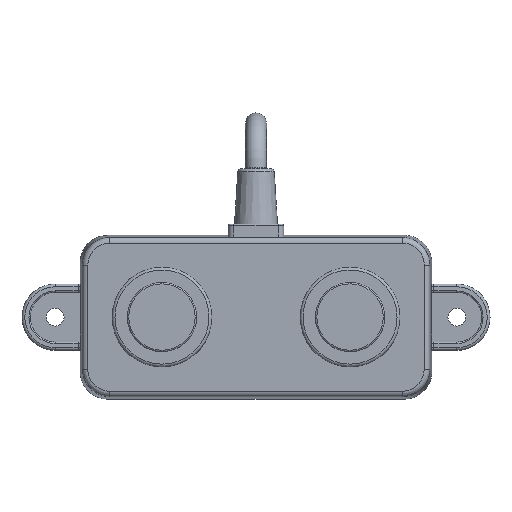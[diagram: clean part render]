
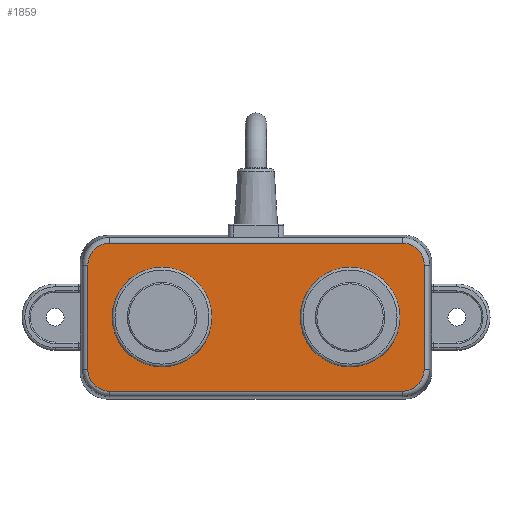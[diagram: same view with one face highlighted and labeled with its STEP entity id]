
A CAD part, top view. The second image highlights one B-rep face of the part: STEP entity #1859.
In plain terms, the highlighted planar face has unit normal (0, 0, 1).
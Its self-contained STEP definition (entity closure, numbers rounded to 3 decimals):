
#74=FACE_BOUND('',#405,.T.);
#75=FACE_BOUND('',#406,.T.);
#84=ELLIPSE('',#2088,4.005,4.);
#87=ELLIPSE('',#2095,4.005,4.);
#89=ELLIPSE('',#2100,4.005,4.);
#91=ELLIPSE('',#2105,4.005,4.);
#125=PLANE('',#2110);
#278=FACE_OUTER_BOUND('',#404,.T.);
#404=EDGE_LOOP('',(#1683,#1684,#1685,#1686,#1687,#1688,#1689,#1690));
#405=EDGE_LOOP('',(#1691));
#406=EDGE_LOOP('',(#1692));
#516=LINE('',#3428,#630);
#517=LINE('',#3461,#631);
#519=LINE('',#3497,#633);
#520=LINE('',#3528,#634);
#630=VECTOR('',#2656,10.);
#631=VECTOR('',#2667,10.);
#633=VECTOR('',#2679,10.);
#634=VECTOR('',#2688,10.);
#740=CIRCLE('',#2078,9.);
#744=CIRCLE('',#2085,9.);
#901=VERTEX_POINT('',#3379);
#904=VERTEX_POINT('',#3390);
#905=VERTEX_POINT('',#3419);
#906=VERTEX_POINT('',#3421);
#907=VERTEX_POINT('',#3426);
#908=VERTEX_POINT('',#3454);
#909=VERTEX_POINT('',#3459);
#910=VERTEX_POINT('',#3487);
#912=VERTEX_POINT('',#3493);
#914=VERTEX_POINT('',#3523);
#1148=EDGE_CURVE('',#901,#901,#740,.T.);
#1153=EDGE_CURVE('',#904,#904,#744,.T.);
#1155=EDGE_CURVE('',#905,#906,#84,.T.);
#1159=EDGE_CURVE('',#906,#907,#516,.T.);
#1162=EDGE_CURVE('',#907,#908,#87,.T.);
#1164=EDGE_CURVE('',#908,#909,#517,.T.);
#1167=EDGE_CURVE('',#909,#910,#89,.T.);
#1170=EDGE_CURVE('',#910,#912,#519,.T.);
#1173=EDGE_CURVE('',#912,#914,#91,.T.);
#1174=EDGE_CURVE('',#914,#905,#520,.T.);
#1683=ORIENTED_EDGE('',*,*,#1155,.F.);
#1684=ORIENTED_EDGE('',*,*,#1174,.F.);
#1685=ORIENTED_EDGE('',*,*,#1173,.F.);
#1686=ORIENTED_EDGE('',*,*,#1170,.F.);
#1687=ORIENTED_EDGE('',*,*,#1167,.F.);
#1688=ORIENTED_EDGE('',*,*,#1164,.F.);
#1689=ORIENTED_EDGE('',*,*,#1162,.F.);
#1690=ORIENTED_EDGE('',*,*,#1159,.F.);
#1691=ORIENTED_EDGE('',*,*,#1153,.T.);
#1692=ORIENTED_EDGE('',*,*,#1148,.T.);
#1859=ADVANCED_FACE('',(#278,#74,#75),#125,.T.);
#2078=AXIS2_PLACEMENT_3D('',#3381,#2625,#2626);
#2085=AXIS2_PLACEMENT_3D('',#3392,#2640,#2641);
#2088=AXIS2_PLACEMENT_3D('',#3422,#2646,#2647);
#2095=AXIS2_PLACEMENT_3D('',#3457,#2661,#2662);
#2100=AXIS2_PLACEMENT_3D('',#3491,#2672,#2673);
#2105=AXIS2_PLACEMENT_3D('',#3526,#2684,#2685);
#2110=AXIS2_PLACEMENT_3D('',#3534,#2697,#2698);
#2625=DIRECTION('center_axis',(0.,0.,-1.));
#2626=DIRECTION('ref_axis',(1.,0.,0.));
#2640=DIRECTION('center_axis',(0.,0.,-1.));
#2641=DIRECTION('ref_axis',(1.,0.,0.));
#2646=DIRECTION('center_axis',(0.,0.,-1.));
#2647=DIRECTION('ref_axis',(-0.707,0.707,0.));
#2656=DIRECTION('',(1.,0.,0.));
#2661=DIRECTION('center_axis',(0.,0.,-1.));
#2662=DIRECTION('ref_axis',(0.707,0.707,0.));
#2667=DIRECTION('',(0.,-1.,0.));
#2672=DIRECTION('center_axis',(0.,0.,-1.));
#2673=DIRECTION('ref_axis',(0.707,-0.707,0.));
#2679=DIRECTION('',(-1.,0.,0.));
#2684=DIRECTION('center_axis',(0.,0.,-1.));
#2685=DIRECTION('ref_axis',(-0.707,-0.707,0.));
#2688=DIRECTION('',(0.,1.,0.));
#2697=DIRECTION('center_axis',(0.,0.,1.));
#2698=DIRECTION('ref_axis',(1.,0.,0.));
#3379=CARTESIAN_POINT('',(-26.,0.,12.5));
#3381=CARTESIAN_POINT('Origin',(-17.,0.,12.5));
#3390=CARTESIAN_POINT('',(8.,0.,12.5));
#3392=CARTESIAN_POINT('Origin',(17.,0.,12.5));
#3419=CARTESIAN_POINT('',(-30.398,9.4,12.5));
#3421=CARTESIAN_POINT('',(-26.4,13.398,12.5));
#3422=CARTESIAN_POINT('Origin',(-26.395,9.395,12.5));
#3426=CARTESIAN_POINT('',(26.4,13.398,12.5));
#3428=CARTESIAN_POINT('',(15.9,13.398,12.5));
#3454=CARTESIAN_POINT('',(30.398,9.4,12.5));
#3457=CARTESIAN_POINT('Origin',(26.395,9.395,12.5));
#3459=CARTESIAN_POINT('',(30.398,-9.4,12.5));
#3461=CARTESIAN_POINT('',(30.398,-7.4,12.5));
#3487=CARTESIAN_POINT('',(26.4,-13.398,12.5));
#3491=CARTESIAN_POINT('Origin',(26.395,-9.395,12.5));
#3493=CARTESIAN_POINT('',(-26.4,-13.398,12.5));
#3497=CARTESIAN_POINT('',(-15.9,-13.398,12.5));
#3523=CARTESIAN_POINT('',(-30.398,-9.4,12.5));
#3526=CARTESIAN_POINT('Origin',(-26.395,-9.395,12.5));
#3528=CARTESIAN_POINT('',(-30.398,7.4,12.5));
#3534=CARTESIAN_POINT('Origin',(0.,0.,12.5));
